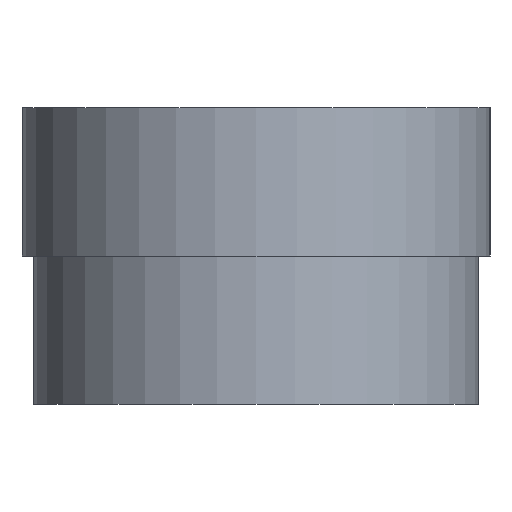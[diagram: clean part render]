
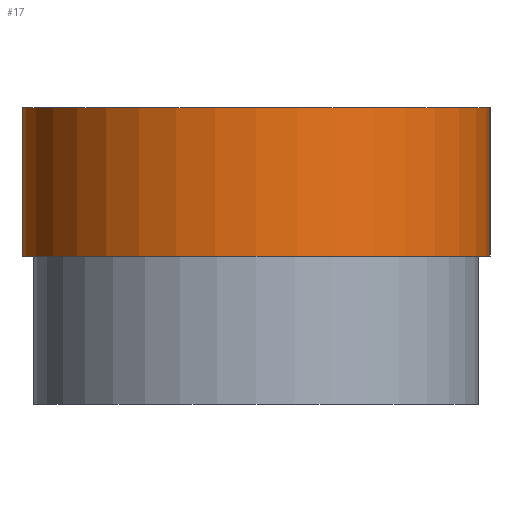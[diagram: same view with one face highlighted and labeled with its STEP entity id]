
A CAD part, left-side view. The second image highlights one B-rep face of the part: STEP entity #17.
In plain terms, the highlighted cylindrical face has radius 15.762 mm (diameter 31.524 mm), a partial arc.
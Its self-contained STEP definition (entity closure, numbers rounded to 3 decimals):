
#1 = VERTEX_POINT ( 'NONE', #223 ) ;
#3 = VERTEX_POINT ( 'NONE', #139 ) ;
#5 = CIRCLE ( 'NONE', #250, 15.762 ) ;
#17 = ADVANCED_FACE ( 'NONE', ( #141 ), #118, .T. ) ;
#24 = VECTOR ( 'NONE', #61, 1000. ) ;
#28 = ORIENTED_EDGE ( 'NONE', *, *, #81, .T. ) ;
#31 = DIRECTION ( 'NONE',  ( 0., 0., -1. ) ) ;
#36 = DIRECTION ( 'NONE',  ( 0., 0., 1. ) ) ;
#58 = CARTESIAN_POINT ( 'NONE',  ( 0., 15.762, 20. ) ) ;
#61 = DIRECTION ( 'NONE',  ( 0., 0., -1. ) ) ;
#64 = ORIENTED_EDGE ( 'NONE', *, *, #168, .F. ) ;
#76 = DIRECTION ( 'NONE',  ( 1., 0., 0. ) ) ;
#78 = DIRECTION ( 'NONE',  ( 1., 0., 0. ) ) ;
#81 = EDGE_CURVE ( 'NONE', #1, #220, #200, .T. ) ;
#93 = LINE ( 'NONE', #206, #24 ) ;
#94 = DIRECTION ( 'NONE',  ( 0., 0., 1. ) ) ;
#100 = VECTOR ( 'NONE', #101, 1000. ) ;
#101 = DIRECTION ( 'NONE',  ( 0., 0., -1. ) ) ;
#114 = EDGE_CURVE ( 'NONE', #3, #220, #93, .T. ) ;
#116 = CARTESIAN_POINT ( 'NONE',  ( 0., 15.762, 20. ) ) ;
#118 = CYLINDRICAL_SURFACE ( 'NONE', #262, 15.762 ) ;
#122 = DIRECTION ( 'NONE',  ( -1., 0., 0. ) ) ;
#128 = AXIS2_PLACEMENT_3D ( 'NONE', #232, #94, #76 ) ;
#135 = ORIENTED_EDGE ( 'NONE', *, *, #114, .F. ) ;
#138 = EDGE_LOOP ( 'NONE', ( #28, #135, #64, #177 ) ) ;
#139 = CARTESIAN_POINT ( 'NONE',  ( 0., -15.762, 20. ) ) ;
#141 = FACE_OUTER_BOUND ( 'NONE', #138, .T. ) ;
#158 = EDGE_CURVE ( 'NONE', #176, #1, #267, .T. ) ;
#168 = EDGE_CURVE ( 'NONE', #176, #3, #5, .T. ) ;
#176 = VERTEX_POINT ( 'NONE', #58 ) ;
#177 = ORIENTED_EDGE ( 'NONE', *, *, #158, .T. ) ;
#190 = CARTESIAN_POINT ( 'NONE',  ( 0., 0., 20. ) ) ;
#200 = CIRCLE ( 'NONE', #128, 15.762 ) ;
#206 = CARTESIAN_POINT ( 'NONE',  ( 0., -15.762, 20. ) ) ;
#220 = VERTEX_POINT ( 'NONE', #256 ) ;
#223 = CARTESIAN_POINT ( 'NONE',  ( 0., 15.762, 10. ) ) ;
#232 = CARTESIAN_POINT ( 'NONE',  ( 0., 0., 10. ) ) ;
#250 = AXIS2_PLACEMENT_3D ( 'NONE', #254, #36, #78 ) ;
#254 = CARTESIAN_POINT ( 'NONE',  ( 0., 0., 20. ) ) ;
#256 = CARTESIAN_POINT ( 'NONE',  ( 0., -15.762, 10. ) ) ;
#262 = AXIS2_PLACEMENT_3D ( 'NONE', #190, #31, #122 ) ;
#267 = LINE ( 'NONE', #116, #100 ) ;
